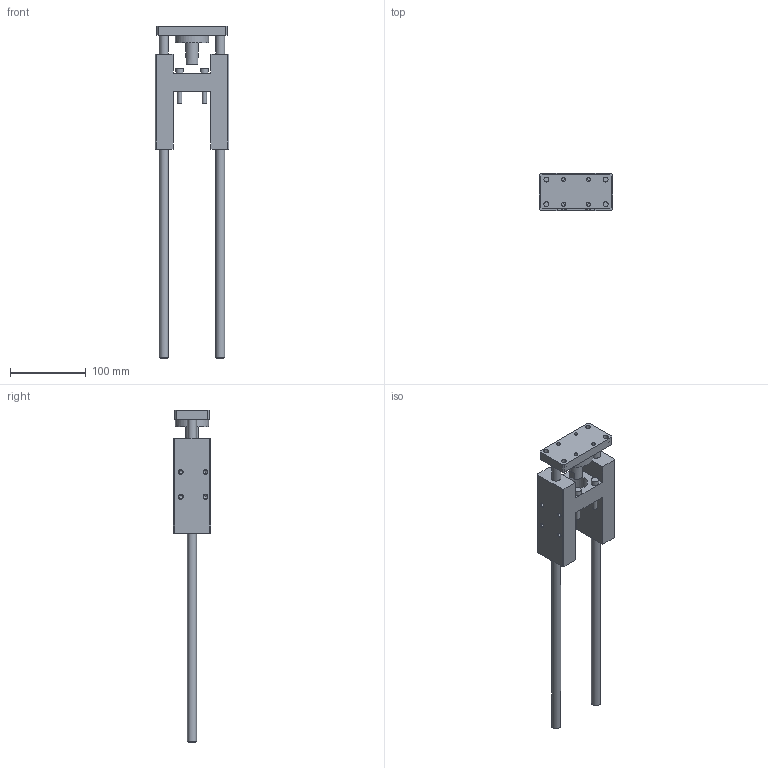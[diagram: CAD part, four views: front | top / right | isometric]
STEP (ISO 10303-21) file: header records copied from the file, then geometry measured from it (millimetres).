
FILE_DESCRIPTION(/* description */ ('Unknown'),/* implementation_level */ '2;1');
FILE_NAME(/* name */ '1320.32.250.GLB',/* time_stamp */ '2019-03-28T11:46:04-04:00',/* author */ ('Unknown'),/* organization */ ('Unknown'),/* preprocessor_version */ 'ST-DEVELOPER v16.7',/* originating_system */ 'DEX',/* authorisation */ $);
FILE_SCHEMA (('AUTOMOTIVE_DESIGN {1 0 10303 214 3 1 1}'));
Length unit declared in the file: millimetre
Products named in the file (1): 1320.32.250.GLB
Bounding box: 97 x 49 x 437 mm (x, y, z)
Volume: 462746.3 mm3; surface area: 90041.2 mm2
Topology: 1 solids, 1 shells, 139 faces, 332 edges, 209 vertices
Faces by surface type: plane 56, cylinder 51, cone 32
Full cylindrical faces by diameter (mm): 5.15 x16, 6 x4, 6.6 x4, 8.75 x1, 10 x4, 11 x4, 12 x4, 17 x1, 30 x1, 44 x1
Entity records: 4538 total; most frequent: DIRECTION 652, CARTESIAN_POINT 612, ORIENTED_EDGE 490, AXIS2_PLACEMENT_3D 282, EDGE_CURVE 245, FACE_BOUND 243, EDGE_LOOP 238, VERTEX_POINT 190
